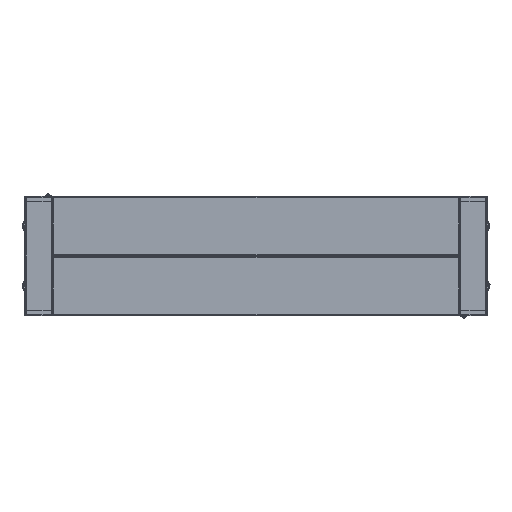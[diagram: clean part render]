
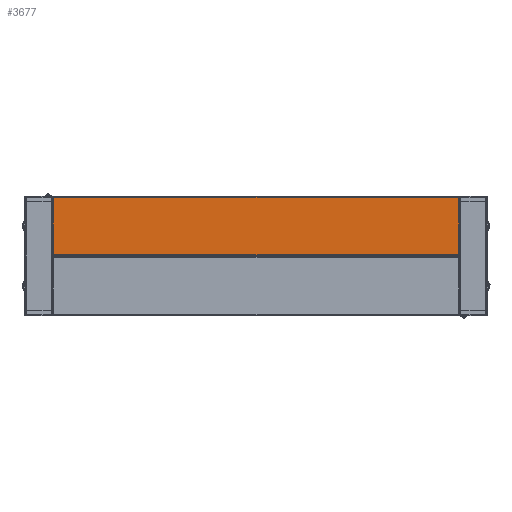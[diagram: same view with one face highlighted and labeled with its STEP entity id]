
A CAD part, left-side view. The second image highlights one B-rep face of the part: STEP entity #3677.
In plain terms, the highlighted planar face has unit normal (-1, 0, 0).
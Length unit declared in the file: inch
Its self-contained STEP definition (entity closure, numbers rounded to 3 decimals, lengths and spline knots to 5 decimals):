
#3677 = ADVANCED_FACE ( 'NONE', ( #63928 ), #5989, .F. ) ;
#5970 = CARTESIAN_POINT ( 'NONE',  ( -23.58268, 5.49213, 5.86614 ) ) ;
#5989 = PLANE ( 'NONE',  #21798 ) ;
#6857 = DIRECTION ( 'NONE',  ( 0., 0., 1. ) ) ;
#9929 = EDGE_CURVE ( 'NONE', #74410, #66005, #75912, .T. ) ;
#12552 = ORIENTED_EDGE ( 'NONE', *, *, #46946, .F. ) ;
#13214 = VECTOR ( 'NONE', #27163, 39.37008 ) ;
#16192 = ORIENTED_EDGE ( 'NONE', *, *, #9929, .F. ) ;
#18580 = CARTESIAN_POINT ( 'NONE',  ( -23.58268, -7.87402, 2.00787 ) ) ;
#20037 = CARTESIAN_POINT ( 'NONE',  ( -23.58268, -21.24016, 2.00787 ) ) ;
#21798 = AXIS2_PLACEMENT_3D ( 'NONE', #60124, #53342, #6857 ) ;
#24735 = ORIENTED_EDGE ( 'NONE', *, *, #70835, .F. ) ;
#24960 = VECTOR ( 'NONE', #43414, 39.37008 ) ;
#27163 = DIRECTION ( 'NONE',  ( 0., -1., 0. ) ) ;
#30068 = DIRECTION ( 'NONE',  ( 0., 1., 0. ) ) ;
#34315 = EDGE_LOOP ( 'NONE', ( #24735, #45289, #16192, #12552 ) ) ;
#35770 = EDGE_CURVE ( 'NONE', #66005, #48979, #82486, .T. ) ;
#41863 = VERTEX_POINT ( 'NONE', #5970 ) ;
#43414 = DIRECTION ( 'NONE',  ( 0., 0., -1. ) ) ;
#44590 = CARTESIAN_POINT ( 'NONE',  ( -23.58268, 5.49213, 2.00787 ) ) ;
#45289 = ORIENTED_EDGE ( 'NONE', *, *, #35770, .F. ) ;
#46946 = EDGE_CURVE ( 'NONE', #41863, #74410, #58905, .T. ) ;
#48979 = VERTEX_POINT ( 'NONE', #44590 ) ;
#50096 = DIRECTION ( 'NONE',  ( 0., 0., 1. ) ) ;
#52148 = VECTOR ( 'NONE', #50096, 39.37008 ) ;
#53342 = DIRECTION ( 'NONE',  ( 1., 0., 0. ) ) ;
#53940 = CARTESIAN_POINT ( 'NONE',  ( -23.58268, -21.24016, 5.86614 ) ) ;
#54042 = VECTOR ( 'NONE', #30068, 39.37008 ) ;
#57277 = LINE ( 'NONE', #75398, #52148 ) ;
#58905 = LINE ( 'NONE', #59341, #13214 ) ;
#59341 = CARTESIAN_POINT ( 'NONE',  ( -23.58268, -7.87402, 5.86614 ) ) ;
#60124 = CARTESIAN_POINT ( 'NONE',  ( -23.58268, -7.87402, 3.93701 ) ) ;
#63928 = FACE_OUTER_BOUND ( 'NONE', #34315, .T. ) ;
#66005 = VERTEX_POINT ( 'NONE', #20037 ) ;
#68722 = CARTESIAN_POINT ( 'NONE',  ( -23.58268, -21.24016, 3.93701 ) ) ;
#70835 = EDGE_CURVE ( 'NONE', #48979, #41863, #57277, .T. ) ;
#74410 = VERTEX_POINT ( 'NONE', #53940 ) ;
#75398 = CARTESIAN_POINT ( 'NONE',  ( -23.58268, 5.49213, 3.93701 ) ) ;
#75912 = LINE ( 'NONE', #68722, #24960 ) ;
#82486 = LINE ( 'NONE', #18580, #54042 ) ;
